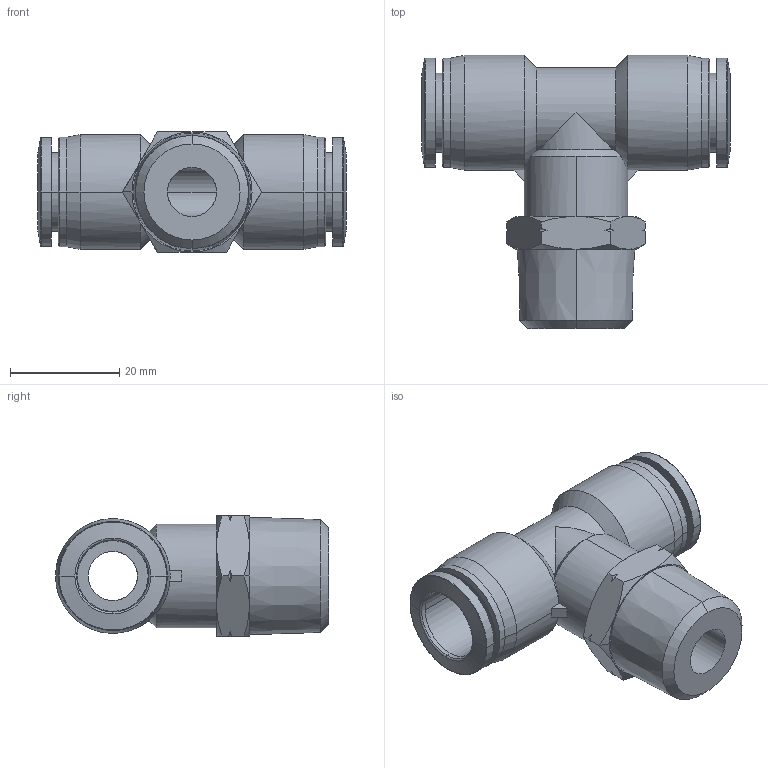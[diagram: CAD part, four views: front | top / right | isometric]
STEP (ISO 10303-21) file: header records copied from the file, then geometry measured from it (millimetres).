
FILE_DESCRIPTION (( 'STEP AP214' ), '1' );
FILE_NAME ('MBT12-12N.step', '2016-02-24T20:39:22', ( '' ), ( '' ), 'SwSTEP 2.0', 'SolidWorks 2015', '' );
FILE_SCHEMA (( 'AUTOMOTIVE_DESIGN' ));
Length unit declared in the file: inch
Products named in the file (1): MBT12-12N
Bounding box: 56.5 x 50 x 22 mm (x, y, z)
Volume: 18198.6 mm3; surface area: 9890.9 mm2
Topology: 1 solids, 1 shells, 114 faces, 284 edges, 177 vertices
Faces by surface type: cone 54, cylinder 31, plane 21, bspline 8
Entity records: 5149 total; most frequent: CARTESIAN_POINT 998, ORIENTED_EDGE 568, DIRECTION 547, EDGE_CURVE 284, AXIS2_PLACEMENT_3D 234, VERTEX_POINT 177, CIRCLE 127, EDGE_LOOP 123
